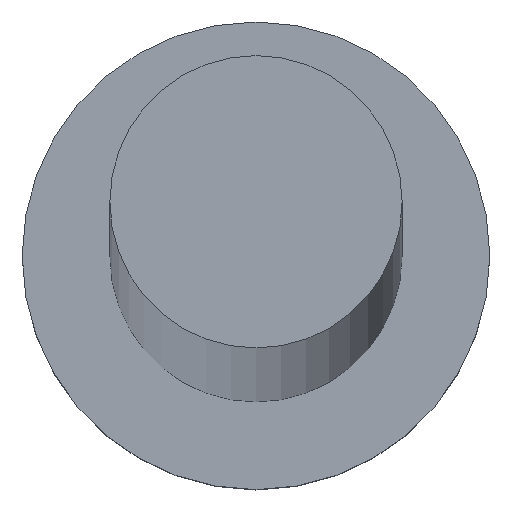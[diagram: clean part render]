
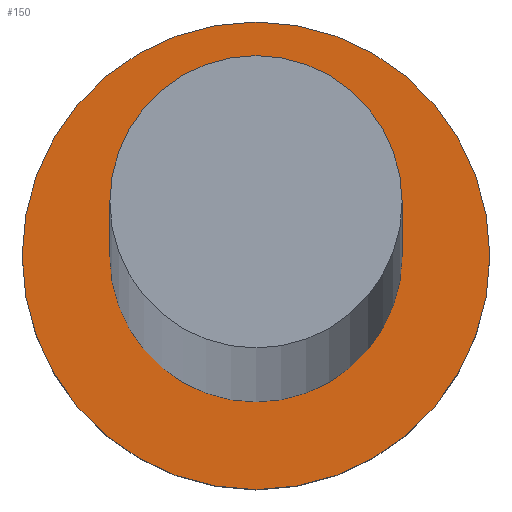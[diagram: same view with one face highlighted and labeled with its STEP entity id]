
A CAD part, top view. The second image highlights one B-rep face of the part: STEP entity #150.
In plain terms, the highlighted planar face has unit normal (0, 0, 1).
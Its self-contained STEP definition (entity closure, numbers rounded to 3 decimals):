
#2 = DIRECTION ( 'NONE',  ( 1., 0., 0. ) ) ;
#7 = ORIENTED_EDGE ( 'NONE', *, *, #245, .F. ) ;
#10 = AXIS2_PLACEMENT_3D ( 'NONE', #196, #17, #2 ) ;
#13 = CARTESIAN_POINT ( 'NONE',  ( 6., 0., 5. ) ) ;
#17 = DIRECTION ( 'NONE',  ( 0., 0., 1. ) ) ;
#20 = DIRECTION ( 'NONE',  ( 1., 0., 0. ) ) ;
#25 = EDGE_CURVE ( 'NONE', #139, #192, #102, .T. ) ;
#28 = CARTESIAN_POINT ( 'NONE',  ( -6., 0., 5. ) ) ;
#29 = ORIENTED_EDGE ( 'NONE', *, *, #123, .F. ) ;
#32 = AXIS2_PLACEMENT_3D ( 'NONE', #216, #235, #37 ) ;
#37 = DIRECTION ( 'NONE',  ( 1., 0., 0. ) ) ;
#78 = CARTESIAN_POINT ( 'NONE',  ( 0., 0., 5. ) ) ;
#81 = DIRECTION ( 'NONE',  ( 1., 0., 0. ) ) ;
#86 = AXIS2_PLACEMENT_3D ( 'NONE', #100, #184, #81 ) ;
#89 = CARTESIAN_POINT ( 'NONE',  ( 0., 0., 5. ) ) ;
#95 = VERTEX_POINT ( 'NONE', #156 ) ;
#97 = ORIENTED_EDGE ( 'NONE', *, *, #145, .T. ) ;
#100 = CARTESIAN_POINT ( 'NONE',  ( 0., 0., 5. ) ) ;
#101 = PLANE ( 'NONE',  #136 ) ;
#102 = CIRCLE ( 'NONE', #128, 6. ) ;
#111 = CIRCLE ( 'NONE', #86, 3.75 ) ;
#123 = EDGE_CURVE ( 'NONE', #252, #95, #213, .T. ) ;
#126 = CIRCLE ( 'NONE', #10, 6. ) ;
#128 = AXIS2_PLACEMENT_3D ( 'NONE', #89, #155, #20 ) ;
#129 = ORIENTED_EDGE ( 'NONE', *, *, #25, .T. ) ;
#136 = AXIS2_PLACEMENT_3D ( 'NONE', #78, #182, #180 ) ;
#139 = VERTEX_POINT ( 'NONE', #13 ) ;
#142 = FACE_BOUND ( 'NONE', #152, .T. ) ;
#145 = EDGE_CURVE ( 'NONE', #192, #139, #126, .T. ) ;
#148 = CARTESIAN_POINT ( 'NONE',  ( 3.75, 0., 5. ) ) ;
#150 = ADVANCED_FACE ( 'NONE', ( #142, #159 ), #101, .T. ) ;
#152 = EDGE_LOOP ( 'NONE', ( #7, #29 ) ) ;
#155 = DIRECTION ( 'NONE',  ( 0., 0., 1. ) ) ;
#156 = CARTESIAN_POINT ( 'NONE',  ( -3.75, 0., 5. ) ) ;
#159 = FACE_OUTER_BOUND ( 'NONE', #249, .T. ) ;
#180 = DIRECTION ( 'NONE',  ( 1., 0., 0. ) ) ;
#182 = DIRECTION ( 'NONE',  ( 0., 0., 1. ) ) ;
#184 = DIRECTION ( 'NONE',  ( 0., 0., 1. ) ) ;
#192 = VERTEX_POINT ( 'NONE', #28 ) ;
#196 = CARTESIAN_POINT ( 'NONE',  ( 0., 0., 5. ) ) ;
#213 = CIRCLE ( 'NONE', #32, 3.75 ) ;
#216 = CARTESIAN_POINT ( 'NONE',  ( 0., 0., 5. ) ) ;
#235 = DIRECTION ( 'NONE',  ( 0., 0., 1. ) ) ;
#245 = EDGE_CURVE ( 'NONE', #95, #252, #111, .T. ) ;
#249 = EDGE_LOOP ( 'NONE', ( #97, #129 ) ) ;
#252 = VERTEX_POINT ( 'NONE', #148 ) ;
